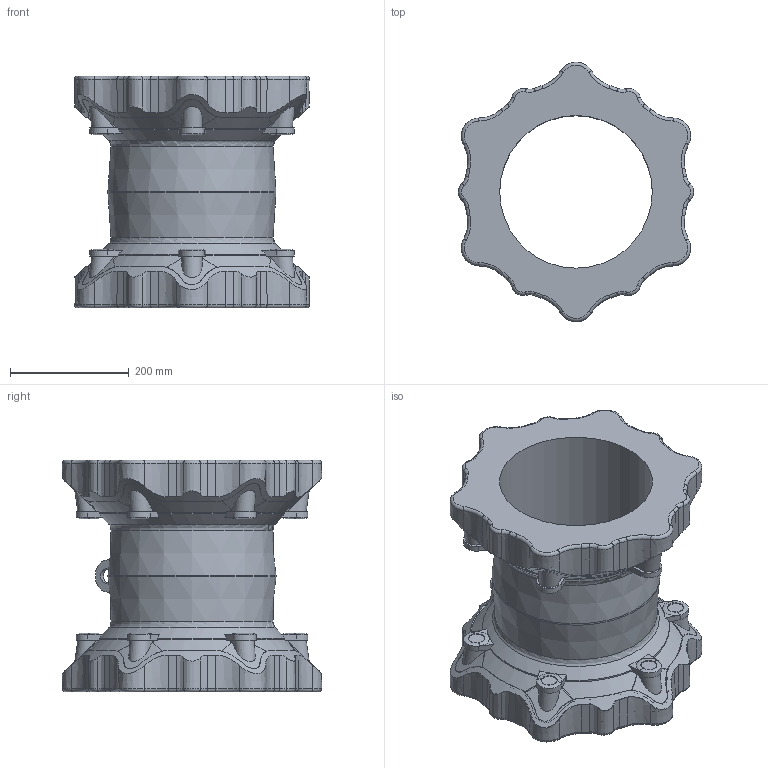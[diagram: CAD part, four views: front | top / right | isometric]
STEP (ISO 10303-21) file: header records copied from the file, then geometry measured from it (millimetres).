
FILE_DESCRIPTION (( 'STEP AP203' ), '1' );
FILE_NAME ('O_631_00_DN225_AA1_step.step', '2016-05-19T07:45:37', ( 'Windows User' ), ( 'AVK' ), 'SwSTEP 2.0', 'SolidWorks 2012', '' );
FILE_SCHEMA (( 'CONFIG_CONTROL_DESIGN' ));
Length unit declared in the file: millimetre
Products named in the file (1): O_631_00_DN225_AA1_step
Bounding box: 395.97 x 436.58 x 390 mm (x, y, z)
Volume: 12942029.9 mm3; surface area: 1142586.7 mm2
Topology: 1 solids, 1 shells, 759 faces, 2141 edges, 1365 vertices
Faces by surface type: cylinder 292, cone 151, plane 131, torus 125, bspline 60
Full cylindrical faces by diameter (mm): 25 x1, 257 x1
Entity records: 37629 total; most frequent: CARTESIAN_POINT 20770, ORIENTED_EDGE 4244, DIRECTION 2706, EDGE_CURVE 2122, VERTEX_POINT 1360, AXIS2_PLACEMENT_3D 1062, EDGE_LOOP 778, FACE_OUTER_BOUND 761
